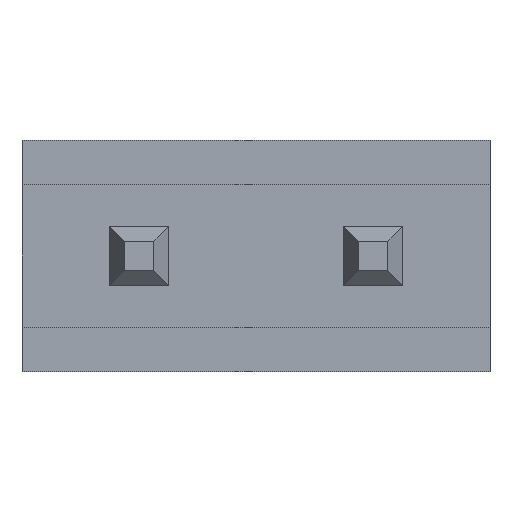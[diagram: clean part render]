
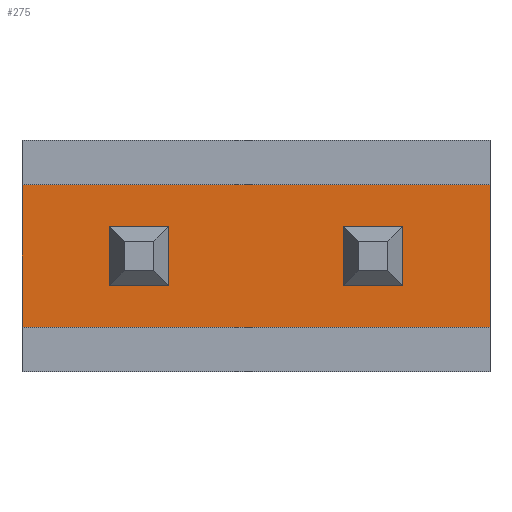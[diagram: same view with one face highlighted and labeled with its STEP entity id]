
A CAD part, front view. The second image highlights one B-rep face of the part: STEP entity #275.
In plain terms, the highlighted planar face has unit normal (0, -1, 0).
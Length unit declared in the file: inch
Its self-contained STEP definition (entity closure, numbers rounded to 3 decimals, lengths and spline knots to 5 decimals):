
#275 = ADVANCED_FACE( '', ( #511, #512, #513 ), #514, .F. );
#511 = FACE_BOUND( '', #723, .T. );
#512 = FACE_BOUND( '', #724, .T. );
#513 = FACE_OUTER_BOUND( '', #725, .T. );
#514 = PLANE( '', #726 );
#723 = EDGE_LOOP( '', ( #1274, #1275, #1276, #1277 ) );
#724 = EDGE_LOOP( '', ( #1278, #1279, #1280, #1281 ) );
#725 = EDGE_LOOP( '', ( #1282, #1283, #1284, #1285 ) );
#726 = AXIS2_PLACEMENT_3D( '', #1286, #1287, #1288 );
#1274 = ORIENTED_EDGE( '', *, *, #1490, .T. );
#1275 = ORIENTED_EDGE( '', *, *, #1306, .T. );
#1276 = ORIENTED_EDGE( '', *, *, #1467, .T. );
#1277 = ORIENTED_EDGE( '', *, *, #1462, .T. );
#1278 = ORIENTED_EDGE( '', *, *, #1470, .T. );
#1279 = ORIENTED_EDGE( '', *, *, #1406, .T. );
#1280 = ORIENTED_EDGE( '', *, *, #1364, .T. );
#1281 = ORIENTED_EDGE( '', *, *, #1476, .T. );
#1282 = ORIENTED_EDGE( '', *, *, #1504, .T. );
#1283 = ORIENTED_EDGE( '', *, *, #1304, .F. );
#1284 = ORIENTED_EDGE( '', *, *, #1324, .F. );
#1285 = ORIENTED_EDGE( '', *, *, #1399, .T. );
#1286 = CARTESIAN_POINT( '', ( -0.07874, 0.01, -0.024 ) );
#1287 = DIRECTION( '', ( 0., 1., 0. ) );
#1288 = DIRECTION( '', ( 0., 0., 1. ) );
#1304 = EDGE_CURVE( '', #1530, #1525, #1532, .T. );
#1306 = EDGE_CURVE( '', #1534, #1535, #1536, .T. );
#1324 = EDGE_CURVE( '', #1566, #1530, #1567, .T. );
#1364 = EDGE_CURVE( '', #1634, #1635, #1636, .T. );
#1399 = EDGE_CURVE( '', #1566, #1686, #1688, .T. );
#1406 = EDGE_CURVE( '', #1697, #1634, #1698, .T. );
#1462 = EDGE_CURVE( '', #1768, #1769, #1770, .T. );
#1467 = EDGE_CURVE( '', #1535, #1768, #1777, .T. );
#1470 = EDGE_CURVE( '', #1780, #1697, #1781, .T. );
#1476 = EDGE_CURVE( '', #1635, #1780, #1788, .T. );
#1490 = EDGE_CURVE( '', #1769, #1534, #1802, .T. );
#1504 = EDGE_CURVE( '', #1686, #1525, #1816, .T. );
#1525 = VERTEX_POINT( '', #1845 );
#1530 = VERTEX_POINT( '', #1852 );
#1532 = LINE( '', #1855, #1856 );
#1534 = VERTEX_POINT( '', #1858 );
#1535 = VERTEX_POINT( '', #1859 );
#1536 = LINE( '', #1860, #1861 );
#1566 = VERTEX_POINT( '', #1905 );
#1567 = LINE( '', #1906, #1907 );
#1634 = VERTEX_POINT( '', #2006 );
#1635 = VERTEX_POINT( '', #2007 );
#1636 = LINE( '', #2008, #2009 );
#1686 = VERTEX_POINT( '', #2085 );
#1688 = LINE( '', #2088, #2089 );
#1697 = VERTEX_POINT( '', #2102 );
#1698 = LINE( '', #2103, #2104 );
#1768 = VERTEX_POINT( '', #2209 );
#1769 = VERTEX_POINT( '', #2210 );
#1770 = LINE( '', #2211, #2212 );
#1777 = LINE( '', #2222, #2223 );
#1780 = VERTEX_POINT( '', #2227 );
#1781 = LINE( '', #2228, #2229 );
#1788 = LINE( '', #2239, #2240 );
#1802 = LINE( '', #2261, #2262 );
#1816 = LINE( '', #2279, #2280 );
#1845 = CARTESIAN_POINT( '', ( 0.07874, 0.01, 0.024 ) );
#1852 = CARTESIAN_POINT( '', ( -0.07874, 0.01, 0.024 ) );
#1855 = CARTESIAN_POINT( '', ( -0.07874, 0.01, 0.024 ) );
#1856 = VECTOR( '', #2293, 39.37008 );
#1858 = CARTESIAN_POINT( '', ( 0.02937, 0.01, 0.01 ) );
#1859 = CARTESIAN_POINT( '', ( 0.04937, 0.01, 0.01 ) );
#1860 = CARTESIAN_POINT( '', ( 0.02937, 0.01, 0.01 ) );
#1861 = VECTOR( '', #2294, 39.37008 );
#1905 = CARTESIAN_POINT( '', ( -0.07874, 0.01, -0.024 ) );
#1906 = CARTESIAN_POINT( '', ( -0.07874, 0.01, -0.024 ) );
#1907 = VECTOR( '', #2309, 39.37008 );
#2006 = CARTESIAN_POINT( '', ( -0.02937, 0.01, 0.01 ) );
#2007 = CARTESIAN_POINT( '', ( -0.02937, 0.01, -0.01 ) );
#2008 = CARTESIAN_POINT( '', ( -0.02937, 0.01, 0.01 ) );
#2009 = VECTOR( '', #2342, 39.37008 );
#2085 = CARTESIAN_POINT( '', ( 0.07874, 0.01, -0.024 ) );
#2088 = CARTESIAN_POINT( '', ( -0.07874, 0.01, -0.024 ) );
#2089 = VECTOR( '', #2370, 39.37008 );
#2102 = CARTESIAN_POINT( '', ( -0.04937, 0.01, 0.01 ) );
#2103 = CARTESIAN_POINT( '', ( -0.04937, 0.01, 0.01 ) );
#2104 = VECTOR( '', #2375, 39.37008 );
#2209 = CARTESIAN_POINT( '', ( 0.04937, 0.01, -0.01 ) );
#2210 = CARTESIAN_POINT( '', ( 0.02937, 0.01, -0.01 ) );
#2211 = CARTESIAN_POINT( '', ( 0.04937, 0.01, -0.01 ) );
#2212 = VECTOR( '', #2411, 39.37008 );
#2222 = CARTESIAN_POINT( '', ( 0.04937, 0.01, 0.01 ) );
#2223 = VECTOR( '', #2415, 39.37008 );
#2227 = CARTESIAN_POINT( '', ( -0.04937, 0.01, -0.01 ) );
#2228 = CARTESIAN_POINT( '', ( -0.04937, 0.01, -0.01 ) );
#2229 = VECTOR( '', #2417, 39.37008 );
#2239 = CARTESIAN_POINT( '', ( -0.02937, 0.01, -0.01 ) );
#2240 = VECTOR( '', #2421, 39.37008 );
#2261 = CARTESIAN_POINT( '', ( 0.02937, 0.01, -0.01 ) );
#2262 = VECTOR( '', #2429, 39.37008 );
#2279 = CARTESIAN_POINT( '', ( 0.07874, 0.01, -0.024 ) );
#2280 = VECTOR( '', #2433, 39.37008 );
#2293 = DIRECTION( '', ( 1., 0., 0. ) );
#2294 = DIRECTION( '', ( 1., 0., 0. ) );
#2309 = DIRECTION( '', ( 0., 0., 1. ) );
#2342 = DIRECTION( '', ( 0., 0., -1. ) );
#2370 = DIRECTION( '', ( 1., 0., 0. ) );
#2375 = DIRECTION( '', ( 1., 0., 0. ) );
#2411 = DIRECTION( '', ( -1., 0., 0. ) );
#2415 = DIRECTION( '', ( 0., 0., -1. ) );
#2417 = DIRECTION( '', ( 0., 0., 1. ) );
#2421 = DIRECTION( '', ( -1., 0., 0. ) );
#2429 = DIRECTION( '', ( 0., 0., 1. ) );
#2433 = DIRECTION( '', ( 0., 0., 1. ) );
